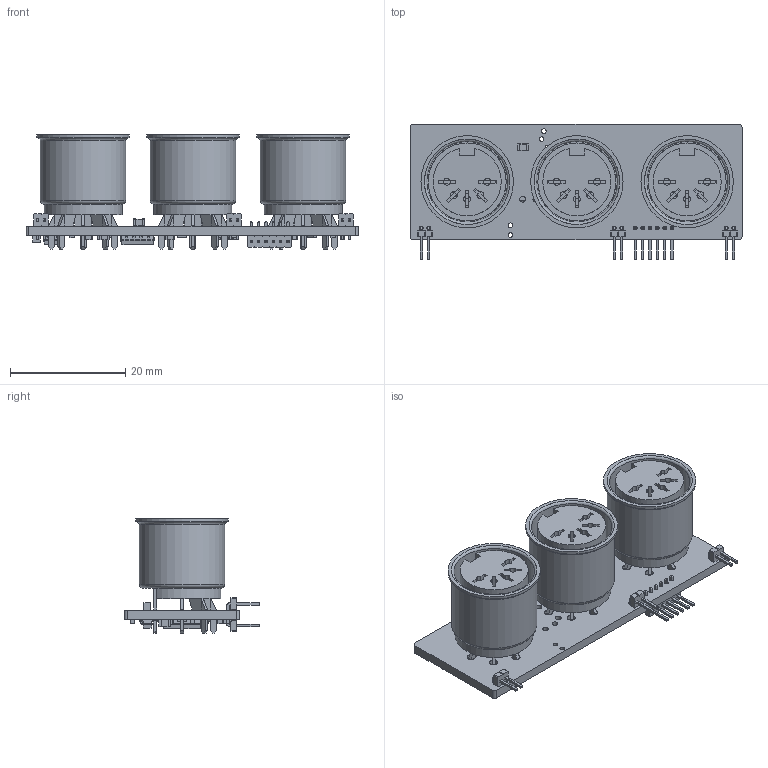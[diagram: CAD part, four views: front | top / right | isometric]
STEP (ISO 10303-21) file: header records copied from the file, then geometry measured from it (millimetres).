
FILE_DESCRIPTION(('FreeCAD Model'),'2;1');
FILE_NAME('Open CASCADE Shape Model','2022-06-19T16:16:50',('Doomn00b'), (''),'Open CASCADE STEP processor 7.5','FreeCAD','Unknown');
FILE_SCHEMA(('AUTOMOTIVE_DESIGN { 1 0 10303 214 1 1 1 1 }'));
Length unit declared in the file: millimetre
Products named in the file (40): Ultra-Midi; Board_Geoms_69dd; Local_CS_69dd; Pcb_69dd; PCB_Sketch_69dd; Step_Models_69dd; Top_69dd; J2_PinHeader_1x02_P127mm_Horizontal_337eb045ee12; C6_C_0805_2012Metric_c09b5ff471bc; CUI_SD_50BV; Casing; Plastic; Pin-contact1; Pin-contact002; Pin-contact003; Pin-contact004; Pin-contact005; CUI_SD_50BV001; Casing001; Plastic001; Pin-contact007; Pin-contact006; Pin-contact008; Pin-contact009; Pin-contact010; CUI_SD_50BV002; Casing002; Plastic002; Pin-contact012; Pin-contact011; Pin-contact013; Pin-contact014; Pin-contact015; Bot_69dd; FB3_L_0603_1608Metric_df2c29076625; C5_C_0603_1608Metric_0867c8c5745e; R5_R_0603_1608Metric_8c8bab43711c; J4_PinHeader_1x06_P127mm_Horizontal_489f8f595e1f; U1_SSO_8_68x59mm_P127mm_Clearance8mm_cd01ce0f9bbe; U2_SOT_23_5_2942c334eb8a
Assembly tree (55 placements, depth 5):
  Ultra-Midi
    Board_Geoms_69dd
      Local_CS_69dd
      Pcb_69dd
      PCB_Sketch_69dd
    Step_Models_69dd
      Top_69dd
        J2_PinHeader_1x02_P127mm_Horizontal_337eb045ee12  x3
        C6_C_0805_2012Metric_c09b5ff471bc
        CUI_SD_50BV
          Casing
          Plastic
          Pin-contact1
          Pin-contact002
          Pin-contact003
          Pin-contact004
          Pin-contact005
        CUI_SD_50BV001
          Casing001
          Plastic001
          Pin-contact007
          Pin-contact006
          Pin-contact008
          Pin-contact009
          Pin-contact010
        CUI_SD_50BV002
          Casing002
          Plastic002
          Pin-contact012
          Pin-contact011
          Pin-contact013
          Pin-contact014
          Pin-contact015
      Bot_69dd
        FB3_L_0603_1608Metric_df2c29076625  x5
        C5_C_0603_1608Metric_0867c8c5745e  x4
        R5_R_0603_1608Metric_8c8bab43711c  x7
        J4_PinHeader_1x06_P127mm_Horizontal_489f8f595e1f
        U1_SSO_8_68x59mm_P127mm_Clearance8mm_cd01ce0f9bbe
        U2_SOT_23_5_2942c334eb8a
        C6_C_0805_2012Metric_c09b5ff471bc
Bounding box: 57.5 x 23.48 x 19.8 mm (x, y, z)
Volume: 7171.3 mm3; surface area: 12130.2 mm2
Topology: 46 solids, 46 shells, 1784 faces, 4621 edges, 2999 vertices
Faces by surface type: plane 1336, cylinder 378, bspline 61, torus 9
Full cylindrical faces by diameter (mm): 0.4 x1, 0.65 x12, 0.8 x5, 1 x5, 1.4 x18, 13.5 x3, 14 x3, 14.8 x3, 16 x3
Entity records: 44509 total; most frequent: CARTESIAN_POINT 7133, ORIENTED_EDGE 6678, DIRECTION 6417, EDGE_CURVE 3339, LINE 2735, VECTOR 2735, VERTEX_POINT 2149, AXIS2_PLACEMENT_3D 1841
